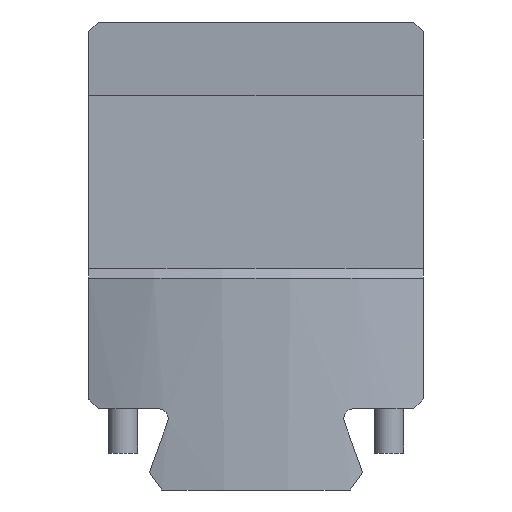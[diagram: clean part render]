
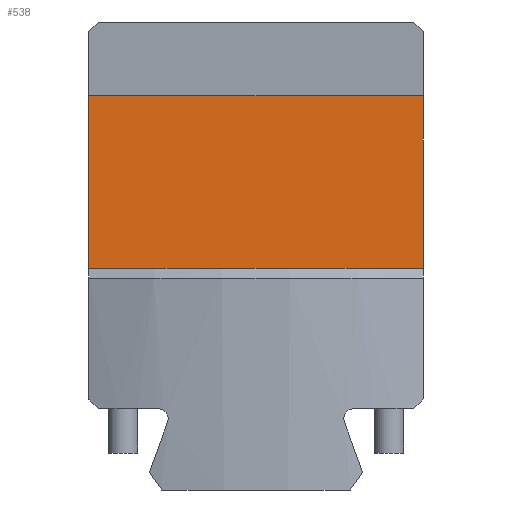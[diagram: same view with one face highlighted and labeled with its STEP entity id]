
A CAD part, left-side view. The second image highlights one B-rep face of the part: STEP entity #538.
In plain terms, the highlighted planar face has unit normal (-1, 0, 0).
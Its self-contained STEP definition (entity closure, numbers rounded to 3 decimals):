
#410=VERTEX_POINT('NONE',#1141);
#538=ADVANCED_FACE('NONE',(#1283),#1284,.F.);
#560=VERTEX_POINT('NONE',#1309);
#596=VERTEX_POINT('NONE',#1353);
#636=EDGE_CURVE('NONE',#560,#596,#1399,.T.);
#922=EDGE_CURVE('NONE',#596,#1002,#1713,.T.);
#932=EDGE_CURVE('NONE',#560,#410,#1724,.T.);
#934=EDGE_CURVE('NONE',#410,#1002,#1726,.T.);
#1002=VERTEX_POINT('NONE',#1804);
#1141=CARTESIAN_POINT('',(-290.0,-34.0,0.0));
#1283=FACE_OUTER_BOUND('',#2219,.T.);
#1284=PLANE('',#2220);
#1309=CARTESIAN_POINT('',(-290.0,34.0,0.0));
#1353=CARTESIAN_POINT('',(-290.0,34.0,35.0));
#1399=LINE('',#2398,#2399);
#1713=LINE('',#2885,#2886);
#1724=LINE('',#2902,#2903);
#1726=LINE('',#2906,#2907);
#1804=CARTESIAN_POINT('',(-290.0,-34.0,35.0));
#2219=EDGE_LOOP('',(#3375,#3376,#3377,#3378));
#2220=AXIS2_PLACEMENT_3D('',#3379,#3380,#3381);
#2398=CARTESIAN_POINT('',(-290.0,34.0,0.0));
#2399=VECTOR('',#3573,1000.0);
#2885=CARTESIAN_POINT('',(-290.0,34.0,35.0));
#2886=VECTOR('',#3883,1000.0);
#2902=CARTESIAN_POINT('',(-290.0,34.0,0.0));
#2903=VECTOR('',#3894,1000.0);
#2906=CARTESIAN_POINT('',(-290.0,-34.0,0.0));
#2907=VECTOR('',#3895,1000.0);
#3375=ORIENTED_EDGE('',*,*,#934,.T.);
#3376=ORIENTED_EDGE('',*,*,#922,.F.);
#3377=ORIENTED_EDGE('',*,*,#636,.F.);
#3378=ORIENTED_EDGE('',*,*,#932,.T.);
#3379=CARTESIAN_POINT('',(-290.0,34.0,0.0));
#3380=DIRECTION('',(1.0,0.0,0.0));
#3381=DIRECTION('',(0.0,-1.0,-0.0));
#3573=DIRECTION('',(0.0,0.0,1.0));
#3883=DIRECTION('',(0.0,-1.0,0.0));
#3894=DIRECTION('',(0.0,-1.0,0.0));
#3895=DIRECTION('',(0.0,0.0,1.0));
